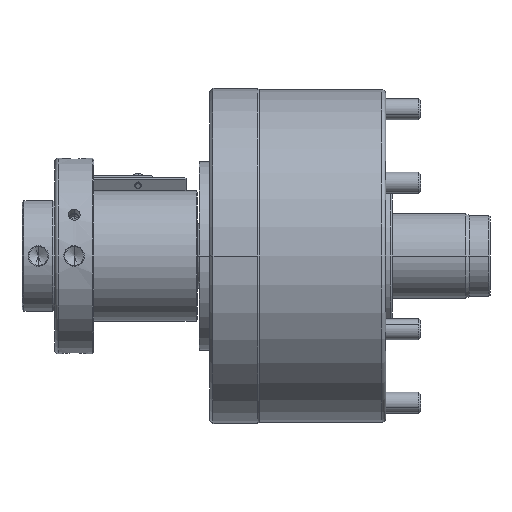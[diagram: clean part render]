
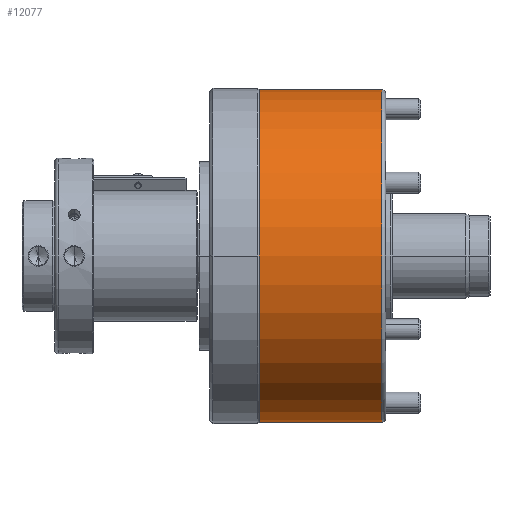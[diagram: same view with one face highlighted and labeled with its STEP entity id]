
A CAD part, front view. The second image highlights one B-rep face of the part: STEP entity #12077.
In plain terms, the highlighted cylindrical face has radius 127.5 mm (diameter 255 mm), a partial arc.
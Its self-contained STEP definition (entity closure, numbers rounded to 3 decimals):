
#971 = CARTESIAN_POINT ( 'NONE',  ( 104., 0., -127.5 ) ) ;
#1819 = AXIS2_PLACEMENT_3D ( 'NONE', #3806, #10234, #6037 ) ;
#2284 = VERTEX_POINT ( 'NONE', #971 ) ;
#2598 = EDGE_CURVE ( 'NONE', #2284, #10044, #11718, .T. ) ;
#3092 = CARTESIAN_POINT ( 'NONE',  ( 104., 0., 127.5 ) ) ;
#3729 = ORIENTED_EDGE ( 'NONE', *, *, #6496, .T. ) ;
#3806 = CARTESIAN_POINT ( 'NONE',  ( 104., 0., 0. ) ) ;
#4059 = VECTOR ( 'NONE', #12697, 1000. ) ;
#4104 = ORIENTED_EDGE ( 'NONE', *, *, #12176, .F. ) ;
#4214 = DIRECTION ( 'NONE',  ( -1., 0., 0. ) ) ;
#4344 = CARTESIAN_POINT ( 'NONE',  ( 10., 0., 0. ) ) ;
#4488 = AXIS2_PLACEMENT_3D ( 'NONE', #12510, #4214, #5318 ) ;
#4616 = EDGE_CURVE ( 'NONE', #11371, #11875, #8164, .T. ) ;
#5234 = CARTESIAN_POINT ( 'NONE',  ( 10., 0., -127.5 ) ) ;
#5318 = DIRECTION ( 'NONE',  ( 0., 0., 1. ) ) ;
#5447 = DIRECTION ( 'NONE',  ( 0., 0., 1. ) ) ;
#5983 = EDGE_LOOP ( 'NONE', ( #7635, #3729, #7046, #4104 ) ) ;
#6037 = DIRECTION ( 'NONE',  ( 0., 0., 1. ) ) ;
#6496 = EDGE_CURVE ( 'NONE', #2284, #11371, #10661, .T. ) ;
#6505 = CYLINDRICAL_SURFACE ( 'NONE', #4488, 127.5 ) ;
#6655 = AXIS2_PLACEMENT_3D ( 'NONE', #4344, #11631, #5447 ) ;
#6756 = DIRECTION ( 'NONE',  ( -1., 0., 0. ) ) ;
#7046 = ORIENTED_EDGE ( 'NONE', *, *, #4616, .T. ) ;
#7145 = CARTESIAN_POINT ( 'NONE',  ( 10., 0., 127.5 ) ) ;
#7635 = ORIENTED_EDGE ( 'NONE', *, *, #2598, .F. ) ;
#8057 = CARTESIAN_POINT ( 'NONE',  ( 0., 0., 127.5 ) ) ;
#8164 = LINE ( 'NONE', #8057, #10867 ) ;
#8932 = CIRCLE ( 'NONE', #6655, 127.5 ) ;
#9573 = FACE_OUTER_BOUND ( 'NONE', #5983, .T. ) ;
#10044 = VERTEX_POINT ( 'NONE', #5234 ) ;
#10234 = DIRECTION ( 'NONE',  ( -1., 0., 0. ) ) ;
#10661 = CIRCLE ( 'NONE', #1819, 127.5 ) ;
#10867 = VECTOR ( 'NONE', #6756, 1000. ) ;
#11371 = VERTEX_POINT ( 'NONE', #3092 ) ;
#11631 = DIRECTION ( 'NONE',  ( -1., 0., 0. ) ) ;
#11718 = LINE ( 'NONE', #13294, #4059 ) ;
#11875 = VERTEX_POINT ( 'NONE', #7145 ) ;
#12077 = ADVANCED_FACE ( 'NONE', ( #9573 ), #6505, .T. ) ;
#12176 = EDGE_CURVE ( 'NONE', #10044, #11875, #8932, .T. ) ;
#12510 = CARTESIAN_POINT ( 'NONE',  ( 0., 0., 0. ) ) ;
#12697 = DIRECTION ( 'NONE',  ( -1., 0., 0. ) ) ;
#13294 = CARTESIAN_POINT ( 'NONE',  ( 0., 0., -127.5 ) ) ;
